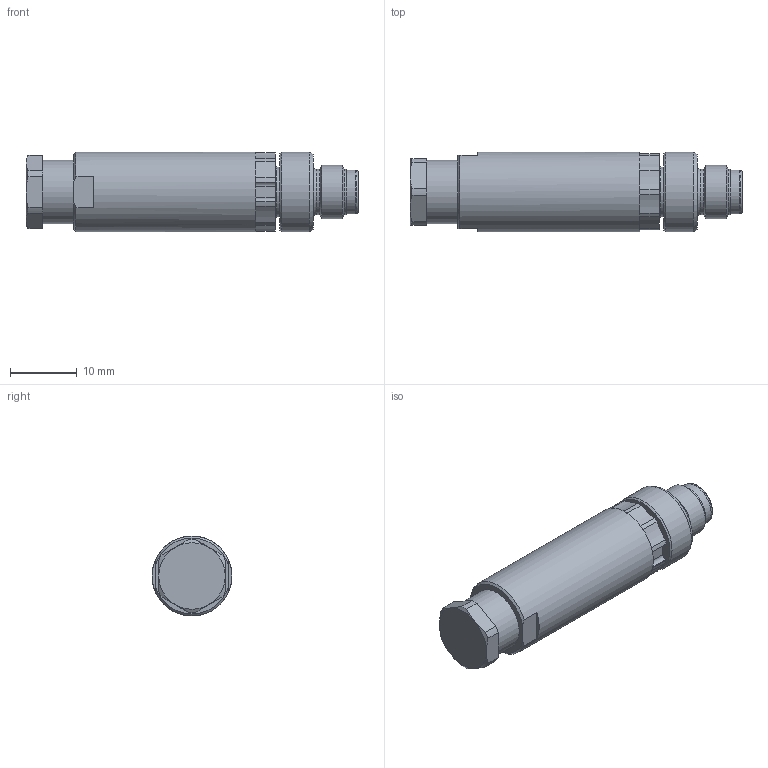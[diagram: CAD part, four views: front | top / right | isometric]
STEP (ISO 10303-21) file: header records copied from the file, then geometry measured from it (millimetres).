
FILE_DESCRIPTION(/* description */ (''),/* implementation_level */ '2;1');
FILE_NAME(/* name */ '99_3383_100_04_001_01.stp',/* time_stamp */ '2016-04-08T11:04:46+02:00',/* author */ (''),/* organization */ (''),/* preprocessor_version */ 'ST-DEVELOPER v14',/* originating_system */ 'SIEMENS PLM Software NX 8.0',/* authorisation */ '');
FILE_SCHEMA (('AUTOMOTIVE_DESIGN { 1 0 10303 214 3 1 1 1 }'));
Length unit declared in the file: millimetre
Products named in the file (1): cerl1AA0F7EDb4nq
Bounding box: 49.9 x 12 x 12 mm (x, y, z)
Volume: 4671.6 mm3; surface area: 2291.4 mm2
Topology: 1 solids, 1 shells, 100 faces, 241 edges, 156 vertices
Faces by surface type: cylinder 46, plane 32, cone 14, torus 4, bspline 4
Full cylindrical faces by diameter (mm): 1 x4, 5.7 x1, 6.6 x1, 6.85 x2, 7.5 x1, 8 x1, 9.5 x1, 12 x2
Entity records: 2874 total; most frequent: CARTESIAN_POINT 609, DIRECTION 500, ORIENTED_EDGE 410, AXIS2_PLACEMENT_3D 214, EDGE_CURVE 205, VERTEX_POINT 147, EDGE_LOOP 140, CIRCLE 116
